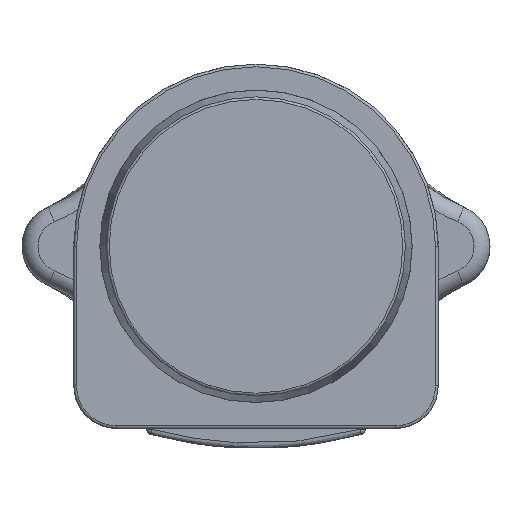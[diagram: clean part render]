
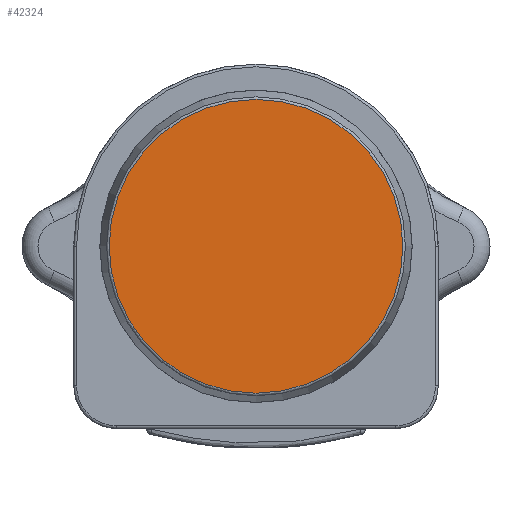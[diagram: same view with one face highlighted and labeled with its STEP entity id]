
A CAD part, left-side view. The second image highlights one B-rep face of the part: STEP entity #42324.
In plain terms, the highlighted planar face has unit normal (-1, 0, 0).
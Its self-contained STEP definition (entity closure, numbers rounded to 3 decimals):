
#6148=FACE_OUTER_BOUND('',#8664,.T.);
#8664=EDGE_LOOP('',(#38662));
#9065=CIRCLE('',#44479,27.619);
#21066=VERTEX_POINT('',#79139);
#26933=EDGE_CURVE('',#21066,#21066,#9065,.T.);
#38662=ORIENTED_EDGE('',*,*,#26933,.F.);
#40054=PLANE('',#44478);
#42324=ADVANCED_FACE('',(#6148),#40054,.F.);
#44478=AXIS2_PLACEMENT_3D('',#79138,#52706,#52707);
#44479=AXIS2_PLACEMENT_3D('',#79140,#52708,#52709);
#52706=DIRECTION('center_axis',(1.,0.,0.));
#52707=DIRECTION('ref_axis',(0.,0.,-1.));
#52708=DIRECTION('center_axis',(1.,0.,0.));
#52709=DIRECTION('ref_axis',(0.,-1.,0.));
#79138=CARTESIAN_POINT('Origin',(-81.,-14.772,2.605));
#79139=CARTESIAN_POINT('',(-81.,27.619,0.));
#79140=CARTESIAN_POINT('Origin',(-81.,0.,0.));
